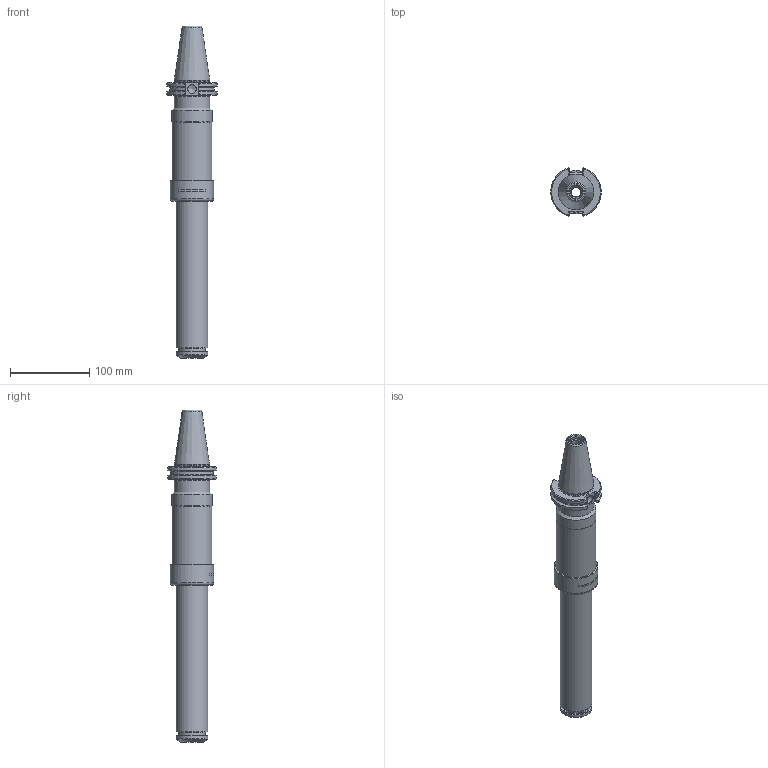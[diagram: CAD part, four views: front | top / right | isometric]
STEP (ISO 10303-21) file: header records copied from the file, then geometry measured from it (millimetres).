
FILE_DESCRIPTION(/* description */ (''),/* implementation_level */ '2;1');
FILE_NAME(/* name */ '884376181.stp',/* time_stamp */ '2023-03-15T12:10:09',/* author */ ('Ratnasingam Jekanthan'),/* organization */ ('REGO-FIX'),/* preprocessor_version */ ' Unknown',/* originating_system */ 'SIEMENS PLM Software Solid Edge ST10',/* authorization */ 'Unknown');
FILE_SCHEMA (('AUTOMOTIVE_DESIGN { 1 0 10303 214 2 1 1}'));
Length unit declared in the file: millimetre
Products named in the file (1): NOCUT
Bounding box: 63.28 x 60.79 x 417.85 mm (x, y, z)
Volume: 532689 mm3; surface area: 94615 mm2
Topology: 1 solids, 3 shells, 153 faces, 366 edges, 229 vertices
Faces by surface type: plane 46, cone 39, cylinder 36, torus 24, bspline 8
Full cylindrical faces by diameter (mm): 10.7 x1, 12 x1, 13 x1, 13.53 x2, 14 x1, 16.5 x1, 25 x1, 30.5 x1, 31.6 x1, 33 x1, 34 x1, 40 x2, 40.2 x1, 42 x1, 44.45 x1, 45 x1, 48.376 x2, 50 x1, 50.05 x1, 50.5 x1, 51.3 x1, 54.8 x1
Entity records: 5128 total; most frequent: CARTESIAN_POINT 943, DIRECTION 625, ORIENTED_EDGE 546, AXIS2_PLACEMENT_3D 276, EDGE_CURVE 273, FACE_BOUND 246, EDGE_LOOP 245, VERTEX_POINT 213
